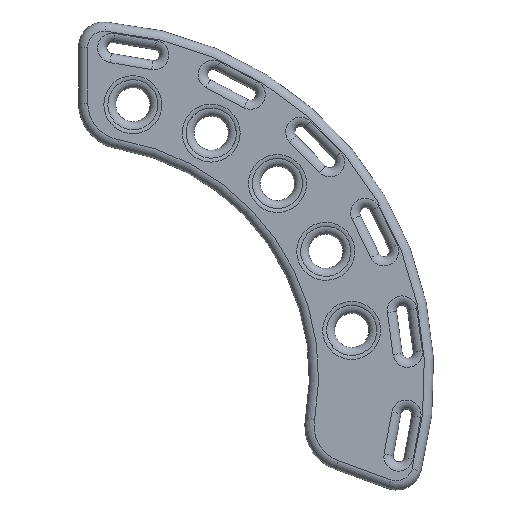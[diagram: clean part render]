
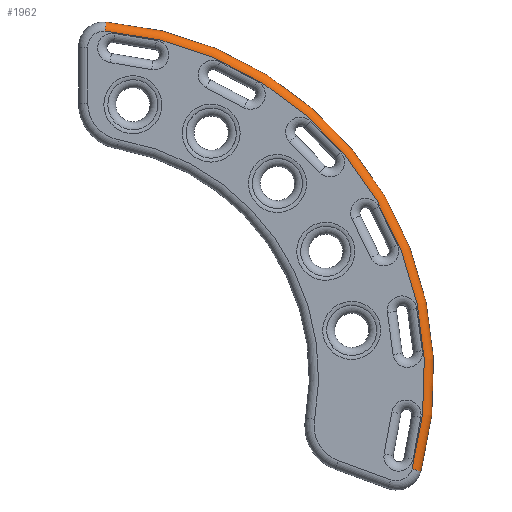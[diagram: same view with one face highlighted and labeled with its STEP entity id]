
A CAD part, top view. The second image highlights one B-rep face of the part: STEP entity #1962.
In plain terms, the highlighted toroidal (fillet/blend) face has major radius 262.5 mm and minor radius 7 mm.
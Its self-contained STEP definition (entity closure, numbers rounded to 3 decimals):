
#262=TOROIDAL_SURFACE('',#2278,262.5,7.);
#442=FACE_OUTER_BOUND('',#632,.T.);
#632=EDGE_LOOP('',(#1735,#1736,#1737,#1738));
#748=CIRCLE('',#2159,262.5);
#808=CIRCLE('',#2262,7.);
#817=CIRCLE('',#2277,7.);
#818=CIRCLE('',#2279,269.5);
#934=VERTEX_POINT('',#3337);
#940=VERTEX_POINT('',#3349);
#983=VERTEX_POINT('',#3525);
#984=VERTEX_POINT('',#3529);
#1144=EDGE_CURVE('',#934,#940,#748,.T.);
#1236=EDGE_CURVE('',#934,#984,#808,.T.);
#1246=EDGE_CURVE('',#983,#940,#817,.T.);
#1247=EDGE_CURVE('',#983,#984,#818,.T.);
#1735=ORIENTED_EDGE('',*,*,#1236,.F.);
#1736=ORIENTED_EDGE('',*,*,#1144,.T.);
#1737=ORIENTED_EDGE('',*,*,#1246,.F.);
#1738=ORIENTED_EDGE('',*,*,#1247,.T.);
#1962=ADVANCED_FACE('',(#442),#262,.T.);
#2159=AXIS2_PLACEMENT_3D('',#3351,#2700,#2701);
#2262=AXIS2_PLACEMENT_3D('',#3530,#2938,#2939);
#2277=AXIS2_PLACEMENT_3D('',#3548,#2969,#2970);
#2278=AXIS2_PLACEMENT_3D('',#3549,#2971,#2972);
#2279=AXIS2_PLACEMENT_3D('',#3550,#2973,#2974);
#2700=DIRECTION('center_axis',(0.,0.,-1.));
#2701=DIRECTION('ref_axis',(0.819,0.574,0.));
#2938=DIRECTION('center_axis',(-0.997,0.076,0.));
#2939=DIRECTION('ref_axis',(0.,0.,1.));
#2969=DIRECTION('center_axis',(-0.268,-0.963,0.));
#2970=DIRECTION('ref_axis',(0.963,-0.268,0.));
#2971=DIRECTION('center_axis',(0.,0.,1.));
#2972=DIRECTION('ref_axis',(1.,0.,0.));
#2973=DIRECTION('center_axis',(0.,0.,1.));
#2974=DIRECTION('ref_axis',(0.819,0.574,0.));
#3337=CARTESIAN_POINT('',(20.036,261.734,7.5));
#3349=CARTESIAN_POINT('',(252.887,-70.388,7.5));
#3351=CARTESIAN_POINT('Origin',(0.,0.,
7.5));
#3525=CARTESIAN_POINT('',(259.63,-72.265,0.5));
#3529=CARTESIAN_POINT('',(20.57,268.714,0.5));
#3530=CARTESIAN_POINT('Origin',(20.036,261.734,0.5));
#3548=CARTESIAN_POINT('Origin',(252.887,-70.388,0.5));
#3549=CARTESIAN_POINT('Origin',(0.,0.,
0.5));
#3550=CARTESIAN_POINT('Origin',(0.,0.,
0.5));
